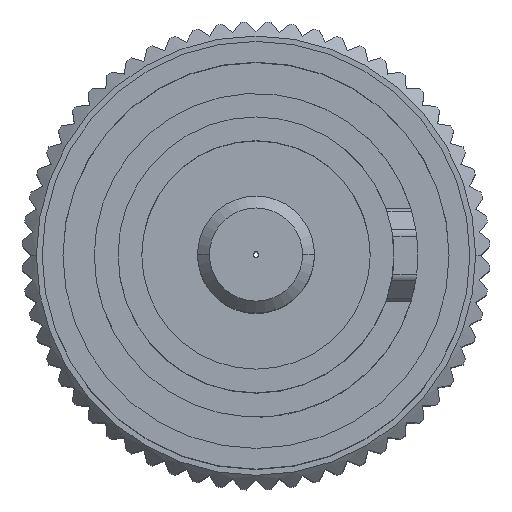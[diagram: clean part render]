
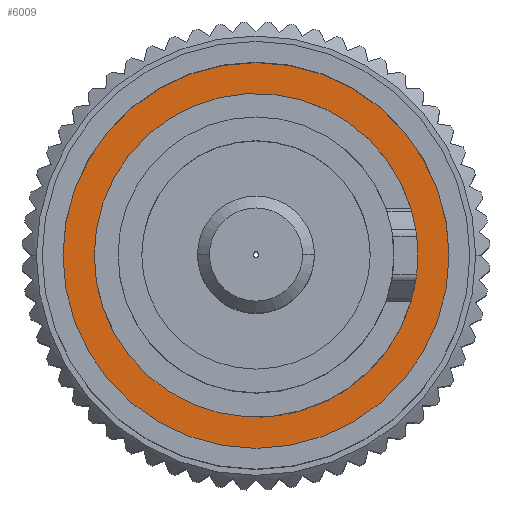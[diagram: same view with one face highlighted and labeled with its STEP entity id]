
A CAD part, top view. The second image highlights one B-rep face of the part: STEP entity #6009.
In plain terms, the highlighted planar face has unit normal (0, 0, 1).
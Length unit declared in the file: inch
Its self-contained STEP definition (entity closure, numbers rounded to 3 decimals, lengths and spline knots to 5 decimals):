
#1091 = CARTESIAN_POINT ( 'NONE',  ( -0.125, 0., 0.06298 ) ) ;
#1094 = CARTESIAN_POINT ( 'NONE',  ( 0.125, 0., 0.06298 ) ) ;
#1096 = CARTESIAN_POINT ( 'NONE',  ( 0.1625, 0., 0.06298 ) ) ;
#1100 = CARTESIAN_POINT ( 'NONE',  ( -0.1625, 0., 0.06298 ) ) ;
#3306 = EDGE_CURVE ( 'NONE', #13155, #13159, #8254, .T. ) ;
#3307 = EDGE_CURVE ( 'NONE', #13153, #13150, #8400, .T. ) ;
#3652 = FACE_BOUND ( 'NONE', #4875, .T. ) ;
#3653 = FACE_OUTER_BOUND ( 'NONE', #4673, .T. ) ;
#4673 = EDGE_LOOP ( 'NONE', ( #10681, #10832 ) ) ;
#4875 = EDGE_LOOP ( 'NONE', ( #10691, #10689 ) ) ;
#5975 = EDGE_CURVE ( 'NONE', #13159, #13155, #14851, .T. ) ;
#5986 = EDGE_CURVE ( 'NONE', #13150, #13153, #14841, .T. ) ;
#6009 = ADVANCED_FACE ( 'NONE', ( #3652, #3653 ), #6715, .F. ) ;
#6715 = PLANE ( 'NONE',  #15332 ) ;
#6716 = CARTESIAN_POINT ( 'NONE',  ( 0., 0.125, 0.06298 ) ) ;
#6717 = DIRECTION ( 'NONE',  ( 0., 0., -1. ) ) ;
#6718 = DIRECTION ( 'NONE',  ( -1., 0., 0. ) ) ;
#8254 = CIRCLE ( 'NONE', #8337, 0.1625 ) ;
#8337 = AXIS2_PLACEMENT_3D ( 'NONE', #12896, #12897, #12898 ) ;
#8397 = AXIS2_PLACEMENT_3D ( 'NONE', #12248, #12249, #12250 ) ;
#8400 = CIRCLE ( 'NONE', #8397, 0.125 ) ;
#10681 = ORIENTED_EDGE ( 'NONE', *, *, #3306, .T. ) ;
#10689 = ORIENTED_EDGE ( 'NONE', *, *, #5986, .F. ) ;
#10691 = ORIENTED_EDGE ( 'NONE', *, *, #3307, .F. ) ;
#10832 = ORIENTED_EDGE ( 'NONE', *, *, #5975, .T. ) ;
#11526 = CARTESIAN_POINT ( 'NONE',  ( 0., 0., 0.06298 ) ) ;
#11527 = DIRECTION ( 'NONE',  ( 0., 0., 1. ) ) ;
#11528 = DIRECTION ( 'NONE',  ( 1., 0., 0. ) ) ;
#11561 = CARTESIAN_POINT ( 'NONE',  ( 0., 0., 0.06298 ) ) ;
#11562 = DIRECTION ( 'NONE',  ( 0., 0., 1. ) ) ;
#11563 = DIRECTION ( 'NONE',  ( 1., 0., 0. ) ) ;
#12248 = CARTESIAN_POINT ( 'NONE',  ( 0., 0., 0.06298 ) ) ;
#12249 = DIRECTION ( 'NONE',  ( 0., 0., 1. ) ) ;
#12250 = DIRECTION ( 'NONE',  ( 1., 0., 0. ) ) ;
#12896 = CARTESIAN_POINT ( 'NONE',  ( 0., 0., 0.06298 ) ) ;
#12897 = DIRECTION ( 'NONE',  ( 0., 0., 1. ) ) ;
#12898 = DIRECTION ( 'NONE',  ( 1., 0., 0. ) ) ;
#13150 = VERTEX_POINT ( 'NONE', #1091 ) ;
#13153 = VERTEX_POINT ( 'NONE', #1094 ) ;
#13155 = VERTEX_POINT ( 'NONE', #1096 ) ;
#13159 = VERTEX_POINT ( 'NONE', #1100 ) ;
#14841 = CIRCLE ( 'NONE', #14870, 0.125 ) ;
#14851 = CIRCLE ( 'NONE', #14863, 0.1625 ) ;
#14863 = AXIS2_PLACEMENT_3D ( 'NONE', #11526, #11527, #11528 ) ;
#14870 = AXIS2_PLACEMENT_3D ( 'NONE', #11561, #11562, #11563 ) ;
#15332 = AXIS2_PLACEMENT_3D ( 'NONE', #6716, #6717, #6718 ) ;
